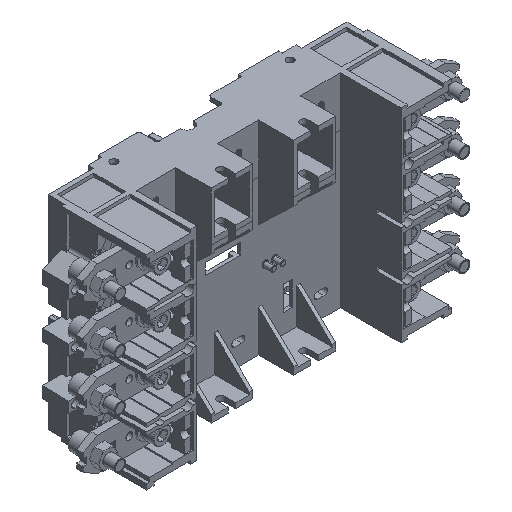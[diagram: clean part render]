
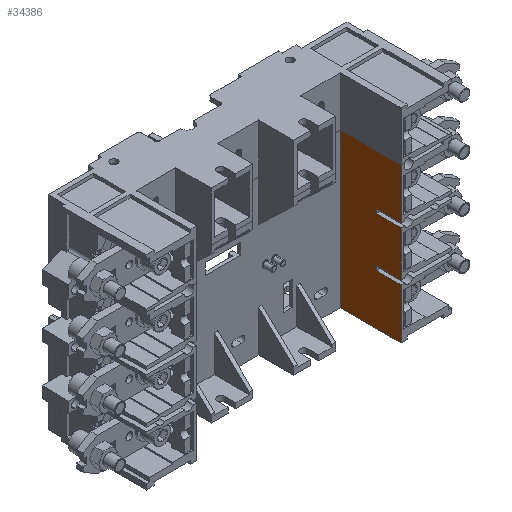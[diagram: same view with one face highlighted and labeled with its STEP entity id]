
A CAD part, isometric view. The second image highlights one B-rep face of the part: STEP entity #34386.
In plain terms, the highlighted planar face has unit normal (-1, 0, 0).
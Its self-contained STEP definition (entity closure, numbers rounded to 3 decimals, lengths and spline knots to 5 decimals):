
#943=DIRECTION('',(0.,-1.,0.));
#944=VECTOR('',#943,0.0552);
#945=CARTESIAN_POINT('',(0.1192,0.0552,0.08588));
#946=LINE('',#945,#944);
#1263=DIRECTION('',(0.,1.,0.));
#1264=VECTOR('',#1263,0.0222);
#1265=CARTESIAN_POINT('',(0.1192,0.,0.04023));
#1266=LINE('',#1265,#1264);
#1281=DIRECTION('',(0.,0.,-1.));
#1282=VECTOR('',#1281,0.0037);
#1283=CARTESIAN_POINT('',(0.1192,0.0222,0.04023));
#1284=LINE('',#1283,#1282);
#2410=DIRECTION('',(0.,0.,1.));
#2411=VECTOR('',#2410,0.14);
#2412=CARTESIAN_POINT('',(0.1192,0.0552,-0.05412));
#2413=LINE('',#2412,#2411);
#4115=DIRECTION('',(0.,1.,0.));
#4116=VECTOR('',#4115,0.0222);
#4117=CARTESIAN_POINT('',(0.1192,0.,-0.00475));
#4118=LINE('',#4117,#4116);
#11859=DIRECTION('',(0.,0.,1.));
#11860=VECTOR('',#11859,0.04128);
#11861=CARTESIAN_POINT('',(0.1192,0.,-0.00475));
#11862=LINE('',#11861,#11860);
#11863=DIRECTION('',(0.,0.,1.));
#11864=VECTOR('',#11863,0.0037);
#11865=CARTESIAN_POINT('',(0.1192,0.0222,-0.00845));
#11866=LINE('',#11865,#11864);
#11867=DIRECTION('',(0.,1.,0.));
#11868=VECTOR('',#11867,0.0222);
#11869=CARTESIAN_POINT('',(0.1192,0.,-0.00845));
#11870=LINE('',#11869,#11868);
#11871=DIRECTION('',(0.,0.,1.));
#11872=VECTOR('',#11871,0.04567);
#11873=CARTESIAN_POINT('',(0.1192,0.,-0.05412));
#11874=LINE('',#11873,#11872);
#11875=DIRECTION('',(0.,-1.,0.));
#11876=VECTOR('',#11875,0.0552);
#11877=CARTESIAN_POINT('',(0.1192,0.0552,-0.05412));
#11878=LINE('',#11877,#11876);
#11879=DIRECTION('',(0.,0.,1.));
#11880=VECTOR('',#11879,0.04565);
#11881=CARTESIAN_POINT('',(0.1192,0.,0.04023));
#11882=LINE('',#11881,#11880);
#11883=DIRECTION('',(0.,-1.,0.));
#11884=VECTOR('',#11883,0.0222);
#11885=CARTESIAN_POINT('',(0.1192,0.0222,0.03653));
#11886=LINE('',#11885,#11884);
#14298=CARTESIAN_POINT('',(0.1192,0.0552,-0.05412));
#14299=VERTEX_POINT('',#14298);
#14300=CARTESIAN_POINT('',(0.1192,0.,-0.05412));
#14301=VERTEX_POINT('',#14300);
#14873=CARTESIAN_POINT('',(0.1192,0.,0.04023));
#14874=VERTEX_POINT('',#14873);
#14875=CARTESIAN_POINT('',(0.1192,0.,0.08588));
#14876=VERTEX_POINT('',#14875);
#14994=CARTESIAN_POINT('',(0.1192,0.,-0.00475));
#14995=VERTEX_POINT('',#14994);
#14996=CARTESIAN_POINT('',(0.1192,0.,0.03653));
#14997=VERTEX_POINT('',#14996);
#15120=CARTESIAN_POINT('',(0.1192,0.,-0.00845));
#15121=VERTEX_POINT('',#15120);
#15311=CARTESIAN_POINT('',(0.1192,0.0222,-0.00845));
#15312=VERTEX_POINT('',#15311);
#15313=CARTESIAN_POINT('',(0.1192,0.0222,-0.00475));
#15314=VERTEX_POINT('',#15313);
#15315=CARTESIAN_POINT('',(0.1192,0.0552,0.08588));
#15316=VERTEX_POINT('',#15315);
#15317=CARTESIAN_POINT('',(0.1192,0.0222,0.04023));
#15318=VERTEX_POINT('',#15317);
#15319=CARTESIAN_POINT('',(0.1192,0.0222,0.03653));
#15320=VERTEX_POINT('',#15319);
#34365=CARTESIAN_POINT('',(0.1192,0.,-0.05412));
#34366=DIRECTION('',(1.,0.,0.));
#34367=DIRECTION('',(0.,0.,1.));
#34368=AXIS2_PLACEMENT_3D('',#34365,#34366,#34367);
#34369=PLANE('',#34368);
#34371=ORIENTED_EDGE('',*,*,#34370,.T.);
#34372=ORIENTED_EDGE('',*,*,#24125,.F.);
#34373=ORIENTED_EDGE('',*,*,#24002,.T.);
#34374=ORIENTED_EDGE('',*,*,#24019,.F.);
#34376=ORIENTED_EDGE('',*,*,#34375,.F.);
#34377=ORIENTED_EDGE('',*,*,#27197,.F.);
#34378=ORIENTED_EDGE('',*,*,#20498,.F.);
#34379=ORIENTED_EDGE('',*,*,#21223,.T.);
#34380=ORIENTED_EDGE('',*,*,#19260,.T.);
#34381=ORIENTED_EDGE('',*,*,#25736,.F.);
#34382=ORIENTED_EDGE('',*,*,#19759,.T.);
#34383=ORIENTED_EDGE('',*,*,#19776,.T.);
#34384=EDGE_LOOP('',(#34371,#34372,#34373,#34374,#34376,#34377,#34378,#34379,
#34380,#34381,#34382,#34383));
#34385=FACE_OUTER_BOUND('',#34384,.F.);
#34386=ADVANCED_FACE('',(#34385),#34369,.F.);
#19260=EDGE_CURVE('',#15316,#14876,#946,.T.);
#19759=EDGE_CURVE('',#14874,#15318,#1266,.T.);
#19776=EDGE_CURVE('',#15318,#15320,#1284,.T.);
#20498=EDGE_CURVE('',#14299,#14301,#11878,.T.);
#21223=EDGE_CURVE('',#14299,#15316,#2413,.T.);
#24002=EDGE_CURVE('',#14995,#15314,#4118,.T.);
#24019=EDGE_CURVE('',#15312,#15314,#11866,.T.);
#24125=EDGE_CURVE('',#14995,#14997,#11862,.T.);
#25736=EDGE_CURVE('',#14874,#14876,#11882,.T.);
#27197=EDGE_CURVE('',#14301,#15121,#11874,.T.);
#34370=EDGE_CURVE('',#15320,#14997,#11886,.T.);
#34375=EDGE_CURVE('',#15121,#15312,#11870,.T.);
